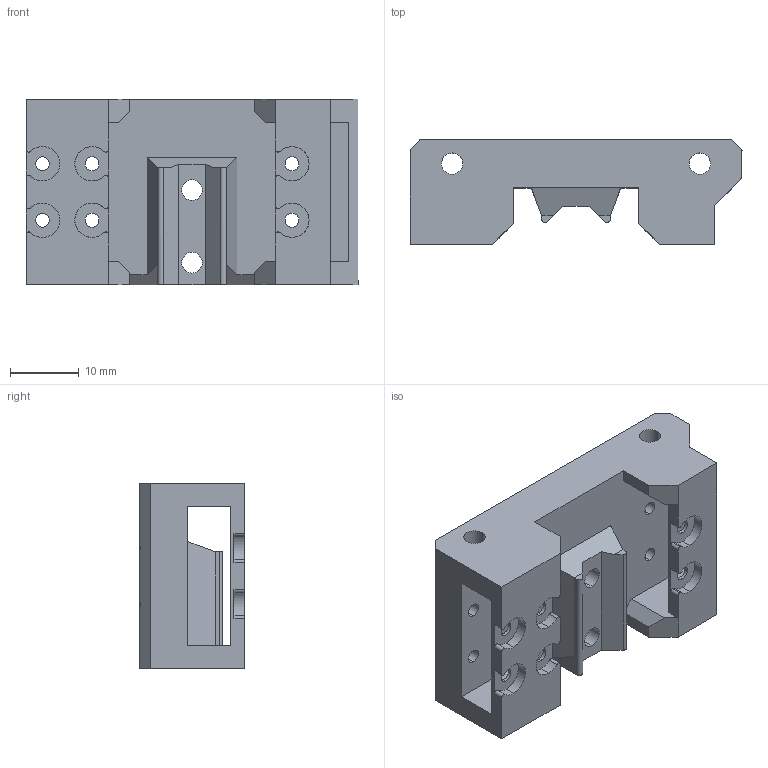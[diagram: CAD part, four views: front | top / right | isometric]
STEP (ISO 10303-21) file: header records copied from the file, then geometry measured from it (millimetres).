
FILE_DESCRIPTION (( 'STEP AP203' ), '1' );
FILE_NAME ('blv-10mm-X carriage bottom_v1.STEP', '2019-06-05T08:03:18', ( '' ), ( '' ), 'SwSTEP 2.0', 'SolidWorks 2016', '' );
FILE_SCHEMA (( 'CONFIG_CONTROL_DESIGN' ));
Length unit declared in the file: millimetre
Products named in the file (2): blv-10mm-X carriage bottom_v1
Bounding box: 48.23 x 15.2 x 27 mm (x, y, z)
Volume: 10974 mm3; surface area: 6681.1 mm2
Topology: 1 solids, 1 shells, 126 faces, 375 edges, 248 vertices
Faces by surface type: cylinder 74, plane 52
Entity records: 4896 total; most frequent: CARTESIAN_POINT 1259, ORIENTED_EDGE 750, DIRECTION 703, EDGE_CURVE 375, VERTEX_POINT 248, AXIS2_PLACEMENT_3D 240, VECTOR 223, LINE 223
